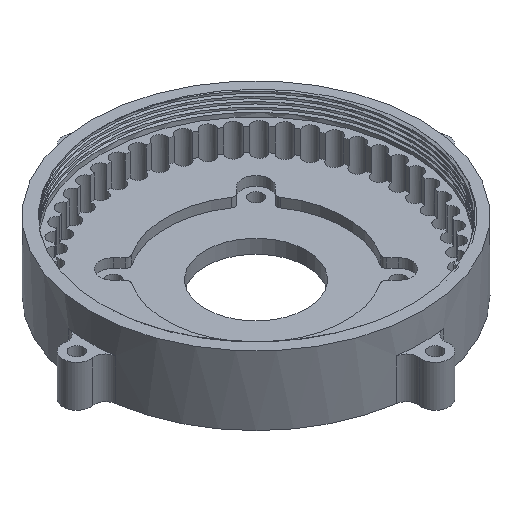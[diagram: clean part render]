
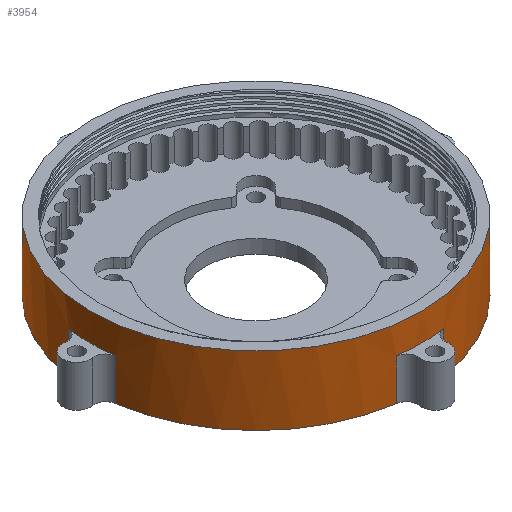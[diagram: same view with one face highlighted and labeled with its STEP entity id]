
A CAD part, isometric view. The second image highlights one B-rep face of the part: STEP entity #3954.
In plain terms, the highlighted cylindrical face has radius 36 mm (diameter 72 mm), a full revolution.
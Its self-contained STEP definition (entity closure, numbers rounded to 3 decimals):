
#242=FACE_OUTER_BOUND('',#477,.T.);
#477=EDGE_LOOP('',(#3394,#3395,#3396,#3397,#3398,#3399,#3400,#3401,#3402,
#3403,#3404,#3405,#3406,#3407,#3408,#3409,#3410,#3411,#3412,#3413));
#559=CIRCLE('',#4058,36.);
#699=CIRCLE('',#4210,36.);
#703=CIRCLE('',#4214,36.);
#707=CIRCLE('',#4218,36.);
#711=CIRCLE('',#4222,36.);
#844=CIRCLE('',#4451,36.);
#851=CIRCLE('',#4459,36.);
#854=CIRCLE('',#4463,36.);
#859=CIRCLE('',#4469,36.);
#863=CIRCLE('',#4473,36.);
#1133=LINE('',#8192,#1357);
#1139=LINE('',#8278,#1363);
#1142=LINE('',#8282,#1366);
#1144=LINE('',#8286,#1368);
#1145=LINE('',#8288,#1369);
#1146=LINE('',#8289,#1370);
#1147=LINE('',#8290,#1371);
#1148=LINE('',#8291,#1372);
#1149=LINE('',#8292,#1373);
#1357=VECTOR('',#5678,10.);
#1363=VECTOR('',#5796,10.);
#1366=VECTOR('',#5801,10.);
#1368=VECTOR('',#5807,10.);
#1369=VECTOR('',#5810,36.);
#1370=VECTOR('',#5811,10.);
#1371=VECTOR('',#5812,10.);
#1372=VECTOR('',#5813,10.);
#1373=VECTOR('',#5814,10.);
#1421=VERTEX_POINT('',#7259);
#1577=VERTEX_POINT('',#7592);
#1578=VERTEX_POINT('',#7594);
#1581=VERTEX_POINT('',#7600);
#1582=VERTEX_POINT('',#7602);
#1585=VERTEX_POINT('',#7608);
#1586=VERTEX_POINT('',#7610);
#1589=VERTEX_POINT('',#7616);
#1590=VERTEX_POINT('',#7618);
#1746=VERTEX_POINT('',#8145);
#1747=VERTEX_POINT('',#8146);
#1753=VERTEX_POINT('',#8159);
#1754=VERTEX_POINT('',#8161);
#1756=VERTEX_POINT('',#8167);
#1757=VERTEX_POINT('',#8168);
#1761=VERTEX_POINT('',#8178);
#1762=VERTEX_POINT('',#8179);
#1765=VERTEX_POINT('',#8185);
#1845=EDGE_CURVE('',#1421,#1421,#559,.T.);
#2011=EDGE_CURVE('',#1578,#1577,#699,.T.);
#2015=EDGE_CURVE('',#1582,#1581,#703,.T.);
#2019=EDGE_CURVE('',#1586,#1585,#707,.T.);
#2023=EDGE_CURVE('',#1590,#1589,#711,.T.);
#2298=EDGE_CURVE('',#1746,#1747,#844,.T.);
#2305=EDGE_CURVE('',#1754,#1753,#851,.T.);
#2308=EDGE_CURVE('',#1756,#1757,#854,.T.);
#2313=EDGE_CURVE('',#1761,#1762,#859,.T.);
#2317=EDGE_CURVE('',#1762,#1765,#863,.T.);
#2320=EDGE_CURVE('',#1582,#1753,#1133,.T.);
#2374=EDGE_CURVE('',#1577,#1746,#1139,.T.);
#2377=EDGE_CURVE('',#1578,#1765,#1142,.T.);
#2379=EDGE_CURVE('',#1581,#1761,#1144,.T.);
#2380=EDGE_CURVE('',#1421,#1762,#1145,.T.);
#2381=EDGE_CURVE('',#1590,#1747,#1146,.T.);
#2382=EDGE_CURVE('',#1589,#1756,#1147,.T.);
#2383=EDGE_CURVE('',#1586,#1757,#1148,.T.);
#2384=EDGE_CURVE('',#1585,#1754,#1149,.T.);
#3394=ORIENTED_EDGE('',*,*,#1845,.F.);
#3395=ORIENTED_EDGE('',*,*,#2380,.T.);
#3396=ORIENTED_EDGE('',*,*,#2317,.T.);
#3397=ORIENTED_EDGE('',*,*,#2377,.F.);
#3398=ORIENTED_EDGE('',*,*,#2011,.T.);
#3399=ORIENTED_EDGE('',*,*,#2374,.T.);
#3400=ORIENTED_EDGE('',*,*,#2298,.T.);
#3401=ORIENTED_EDGE('',*,*,#2381,.F.);
#3402=ORIENTED_EDGE('',*,*,#2023,.T.);
#3403=ORIENTED_EDGE('',*,*,#2382,.T.);
#3404=ORIENTED_EDGE('',*,*,#2308,.T.);
#3405=ORIENTED_EDGE('',*,*,#2383,.F.);
#3406=ORIENTED_EDGE('',*,*,#2019,.T.);
#3407=ORIENTED_EDGE('',*,*,#2384,.T.);
#3408=ORIENTED_EDGE('',*,*,#2305,.T.);
#3409=ORIENTED_EDGE('',*,*,#2320,.F.);
#3410=ORIENTED_EDGE('',*,*,#2015,.T.);
#3411=ORIENTED_EDGE('',*,*,#2379,.T.);
#3412=ORIENTED_EDGE('',*,*,#2313,.T.);
#3413=ORIENTED_EDGE('',*,*,#2380,.F.);
#3789=CYLINDRICAL_SURFACE('',#4535,36.);
#3954=ADVANCED_FACE('',(#242),#3789,.T.);
#4058=AXIS2_PLACEMENT_3D('',#7260,#4673,#4674);
#4210=AXIS2_PLACEMENT_3D('',#7595,#5003,#5004);
#4214=AXIS2_PLACEMENT_3D('',#7603,#5011,#5012);
#4218=AXIS2_PLACEMENT_3D('',#7611,#5019,#5020);
#4222=AXIS2_PLACEMENT_3D('',#7619,#5027,#5028);
#4451=AXIS2_PLACEMENT_3D('',#8147,#5627,#5628);
#4459=AXIS2_PLACEMENT_3D('',#8162,#5643,#5644);
#4463=AXIS2_PLACEMENT_3D('',#8169,#5651,#5652);
#4469=AXIS2_PLACEMENT_3D('',#8180,#5663,#5664);
#4473=AXIS2_PLACEMENT_3D('',#8187,#5671,#5672);
#4535=AXIS2_PLACEMENT_3D('',#8287,#5808,#5809);
#4673=DIRECTION('center_axis',(0.,0.,1.));
#4674=DIRECTION('ref_axis',(-1.,0.,0.));
#5003=DIRECTION('center_axis',(0.,0.,1.));
#5004=DIRECTION('ref_axis',(1.,0.,0.));
#5011=DIRECTION('center_axis',(0.,0.,1.));
#5012=DIRECTION('ref_axis',(1.,0.,0.));
#5019=DIRECTION('center_axis',(0.,0.,1.));
#5020=DIRECTION('ref_axis',(1.,0.,0.));
#5027=DIRECTION('center_axis',(0.,0.,1.));
#5028=DIRECTION('ref_axis',(1.,0.,0.));
#5627=DIRECTION('center_axis',(0.,0.,1.));
#5628=DIRECTION('ref_axis',(-1.,0.,0.));
#5643=DIRECTION('center_axis',(0.,0.,1.));
#5644=DIRECTION('ref_axis',(-1.,0.,0.));
#5651=DIRECTION('center_axis',(0.,0.,1.));
#5652=DIRECTION('ref_axis',(-1.,0.,0.));
#5663=DIRECTION('center_axis',(0.,0.,1.));
#5664=DIRECTION('ref_axis',(-1.,0.,0.));
#5671=DIRECTION('center_axis',(0.,0.,1.));
#5672=DIRECTION('ref_axis',(-1.,0.,0.));
#5678=DIRECTION('',(0.,0.,1.));
#5796=DIRECTION('',(0.,0.,1.));
#5801=DIRECTION('',(0.,0.,1.));
#5807=DIRECTION('',(0.,0.,1.));
#5808=DIRECTION('center_axis',(0.,0.,1.));
#5809=DIRECTION('ref_axis',(1.,0.,0.));
#5810=DIRECTION('',(0.,0.,-1.));
#5811=DIRECTION('',(0.,0.,1.));
#5812=DIRECTION('',(0.,0.,1.));
#5813=DIRECTION('',(0.,0.,1.));
#5814=DIRECTION('',(0.,0.,1.));
#7259=CARTESIAN_POINT('',(-36.,0.,15.));
#7260=CARTESIAN_POINT('Origin',(0.,0.,15.));
#7592=CARTESIAN_POINT('',(-5.076,-35.64,0.));
#7594=CARTESIAN_POINT('',(-35.64,-5.076,0.));
#7595=CARTESIAN_POINT('Origin',(0.,0.,0.));
#7600=CARTESIAN_POINT('',(-35.64,5.076,0.));
#7602=CARTESIAN_POINT('',(-5.076,35.64,0.));
#7603=CARTESIAN_POINT('Origin',(0.,0.,0.));
#7608=CARTESIAN_POINT('',(5.076,35.64,0.));
#7610=CARTESIAN_POINT('',(35.64,5.076,0.));
#7611=CARTESIAN_POINT('Origin',(0.,0.,0.));
#7616=CARTESIAN_POINT('',(35.64,-5.076,0.));
#7618=CARTESIAN_POINT('',(5.076,-35.64,0.));
#7619=CARTESIAN_POINT('Origin',(0.,0.,0.));
#8145=CARTESIAN_POINT('',(-5.076,-35.64,9.));
#8146=CARTESIAN_POINT('',(5.076,-35.64,9.));
#8147=CARTESIAN_POINT('Origin',(0.,0.,9.));
#8159=CARTESIAN_POINT('',(-5.076,35.64,9.));
#8161=CARTESIAN_POINT('',(5.076,35.64,9.));
#8162=CARTESIAN_POINT('Origin',(0.,0.,9.));
#8167=CARTESIAN_POINT('',(35.64,-5.076,9.));
#8168=CARTESIAN_POINT('',(35.64,5.076,9.));
#8169=CARTESIAN_POINT('Origin',(0.,0.,9.));
#8178=CARTESIAN_POINT('',(-35.64,5.076,9.));
#8179=CARTESIAN_POINT('',(-36.,0.,9.));
#8180=CARTESIAN_POINT('Origin',(0.,0.,9.));
#8185=CARTESIAN_POINT('',(-35.64,-5.076,9.));
#8187=CARTESIAN_POINT('Origin',(0.,0.,9.));
#8192=CARTESIAN_POINT('',(-5.076,35.64,0.));
#8278=CARTESIAN_POINT('',(-5.076,-35.64,0.));
#8282=CARTESIAN_POINT('',(-35.64,-5.076,0.));
#8286=CARTESIAN_POINT('',(-35.64,5.076,0.));
#8287=CARTESIAN_POINT('Origin',(0.,0.,0.));
#8288=CARTESIAN_POINT('',(-36.,0.,0.));
#8289=CARTESIAN_POINT('',(5.076,-35.64,0.));
#8290=CARTESIAN_POINT('',(35.64,-5.076,0.));
#8291=CARTESIAN_POINT('',(35.64,5.076,0.));
#8292=CARTESIAN_POINT('',(5.076,35.64,0.));
